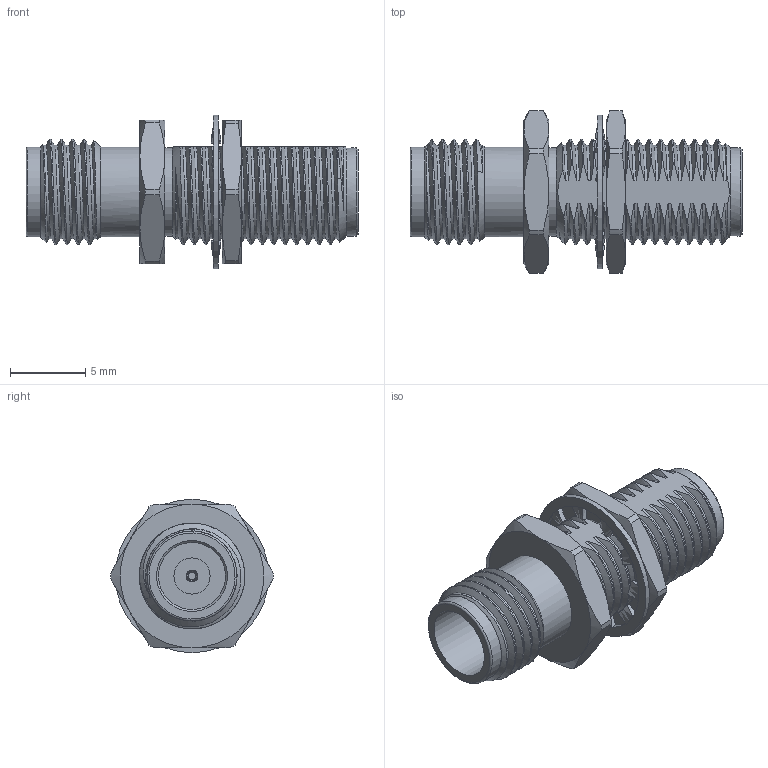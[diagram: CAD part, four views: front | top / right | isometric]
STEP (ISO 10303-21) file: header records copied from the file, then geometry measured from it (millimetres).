
FILE_DESCRIPTION (( 'STEP AP203' ), '1' );
FILE_NAME ('PE91459 ¦ FMAD1159_3D.step', '2021-11-15T19:09:54', ( '' ), ( '' ), 'SwSTEP 2.0', 'SolidWorks 2021', '' );
FILE_SCHEMA (( 'CONFIG_CONTROL_DESIGN' ));
Length unit declared in the file: inch
Products named in the file (1): PE91459 ｦ FMAD1159_3D
Bounding box: 22 x 10.79 x 10.16 mm (x, y, z)
Volume: 688.1 mm3; surface area: 1218.9 mm2
Topology: 3 solids, 3 shells, 262 faces, 746 edges, 500 vertices
Faces by surface type: bspline 94, cylinder 62, plane 61, cone 44, torus 1
Full cylindrical faces by diameter (mm): 0.533 x2, 0.787 x2, 2.4 x2, 4.699 x2, 5.835 x2, 5.963 x2, 10.16 x1
Entity records: 38258 total; most frequent: CARTESIAN_POINT 32584, ORIENTED_EDGE 1416, DIRECTION 816, EDGE_CURVE 708, VERTEX_POINT 486, AXIS2_PLACEMENT_3D 330, B_SPLINE_CURVE_WITH_KNOTS 303, EDGE_LOOP 294
